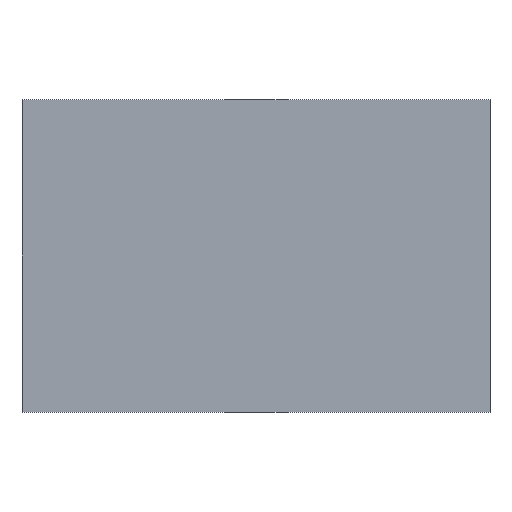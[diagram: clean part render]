
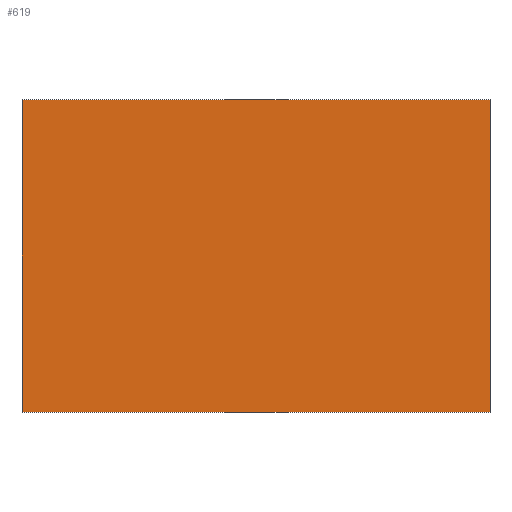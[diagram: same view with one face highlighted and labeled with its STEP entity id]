
A CAD part, front view. The second image highlights one B-rep face of the part: STEP entity #619.
In plain terms, the highlighted planar face has unit normal (0, -1, 0).
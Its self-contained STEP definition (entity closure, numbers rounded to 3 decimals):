
#37=FACE_OUTER_BOUND('',#73,.T.);
#73=EDGE_LOOP('',(#481,#482,#483,#484));
#130=LINE('',#919,#214);
#136=LINE('',#931,#220);
#137=LINE('',#933,#221);
#138=LINE('',#934,#222);
#214=VECTOR('',#754,10.);
#220=VECTOR('',#762,10.);
#221=VECTOR('',#765,10.);
#222=VECTOR('',#766,10.);
#285=VERTEX_POINT('',#915);
#287=VERTEX_POINT('',#918);
#290=VERTEX_POINT('',#925);
#292=VERTEX_POINT('',#929);
#354=EDGE_CURVE('',#287,#285,#130,.T.);
#360=EDGE_CURVE('',#290,#292,#136,.T.);
#361=EDGE_CURVE('',#285,#290,#137,.T.);
#362=EDGE_CURVE('',#292,#287,#138,.T.);
#481=ORIENTED_EDGE('',*,*,#354,.T.);
#482=ORIENTED_EDGE('',*,*,#361,.T.);
#483=ORIENTED_EDGE('',*,*,#360,.T.);
#484=ORIENTED_EDGE('',*,*,#362,.T.);
#585=PLANE('',#667);
#619=ADVANCED_FACE('',(#37),#585,.T.);
#667=AXIS2_PLACEMENT_3D('',#932,#763,#764);
#754=DIRECTION('',(0.,0.,-1.));
#762=DIRECTION('',(0.,0.,1.));
#763=DIRECTION('center_axis',(0.,-1.,0.));
#764=DIRECTION('ref_axis',(0.,0.,1.));
#765=DIRECTION('',(1.,0.,0.));
#766=DIRECTION('',(-1.,0.,0.));
#915=CARTESIAN_POINT('',(-44.,-12.949,-32.716));
#918=CARTESIAN_POINT('',(-44.,-12.949,-1.296));
#919=CARTESIAN_POINT('',(-44.,-12.949,-20.506));
#925=CARTESIAN_POINT('',(3.,-12.949,-32.716));
#929=CARTESIAN_POINT('',(3.,-12.949,-1.296));
#931=CARTESIAN_POINT('',(3.,-12.949,-20.506));
#932=CARTESIAN_POINT('Origin',(0.,-12.949,-39.716));
#933=CARTESIAN_POINT('',(6.,-12.949,-32.716));
#934=CARTESIAN_POINT('',(-26.5,-12.949,-1.296));
